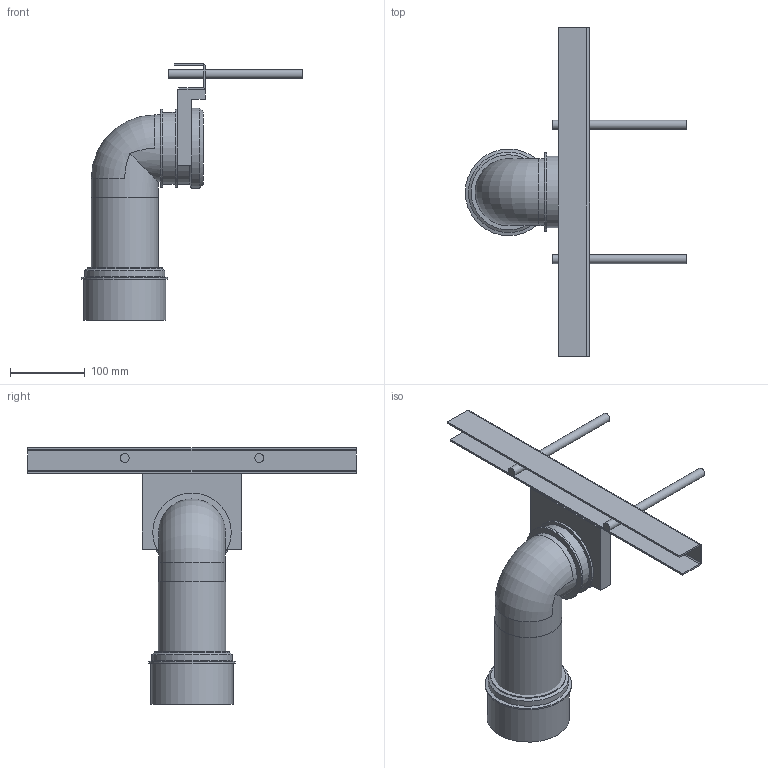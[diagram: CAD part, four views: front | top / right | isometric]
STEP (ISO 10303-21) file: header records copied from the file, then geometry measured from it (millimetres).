
FILE_DESCRIPTION(/* description */ ('Unknown'),/* implementation_level */ '2;1');
FILE_NAME(/* name */ '38528001',/* time_stamp */ '2022-08-26T09:45:30+02:00',/* author */ ('Unknown'),/* organization */ ('GROHE AG'),/* preprocessor_version */ 'ST-DEVELOPER v16.7',/* originating_system */ 'DEX',/* authorisation */ $);
FILE_SCHEMA (('AUTOMOTIVE_DESIGN {1 0 10303 214 3 1 1}'));
Length unit declared in the file: millimetre
Products named in the file (7): 38528001; 38528001_0; 38528001_1; 38528001_2; 38528001_3; id198
Assembly tree (6 placements, depth 2):
  38528001
    38528001
    38528001_0
    38528001_1
    38528001_2
    38528001_3
    id198
Bounding box: 296.3 x 439.8 x 343 mm (x, y, z)
Volume: 3198211 mm3; surface area: 308370.2 mm2
Topology: 6 solids, 6 shells, 55 faces, 109 edges, 70 vertices
Faces by surface type: plane 30, cylinder 18, cone 6, torus 1
Full cylindrical faces by diameter (mm): 12 x2, 89.4 x2, 90 x1, 95.978 x1, 96 x1, 100.5 x1, 105 x1, 105.023 x1, 107.2 x1, 107.6 x1, 110 x1, 116 x1
Entity records: 1496 total; most frequent: DIRECTION 246, CARTESIAN_POINT 235, ORIENTED_EDGE 176, AXIS2_PLACEMENT_3D 100, EDGE_CURVE 88, EDGE_LOOP 79, FACE_BOUND 79, VERTEX_POINT 69
